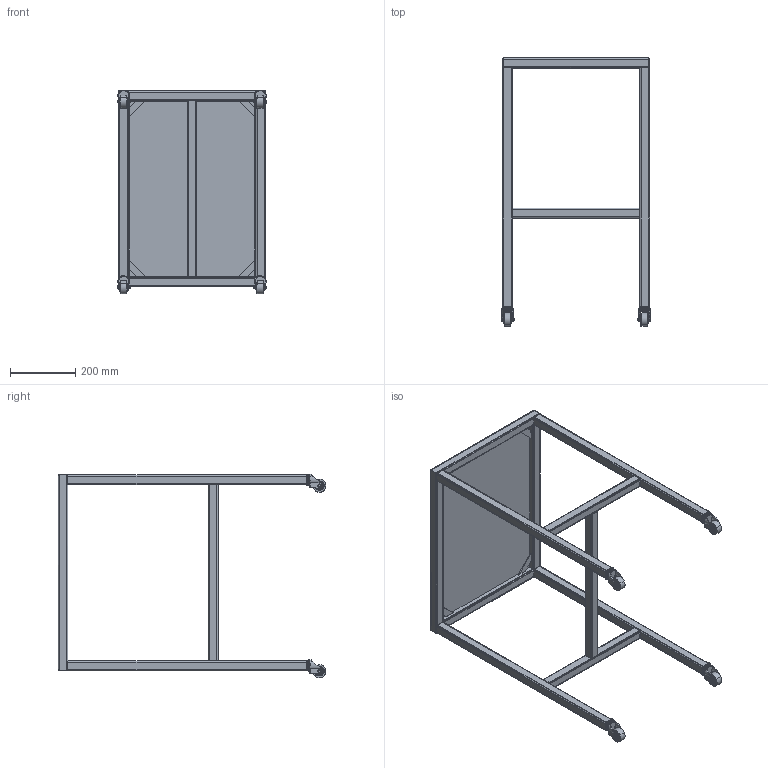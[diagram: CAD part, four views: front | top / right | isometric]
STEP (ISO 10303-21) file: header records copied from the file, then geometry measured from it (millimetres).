
FILE_DESCRIPTION (( 'STEP AP203' ), '1' );
FILE_NAME ('Mobile tool station.STEP', '2019-12-26T21:26:34', ( '' ), ( '' ), 'SwSTEP 2.0', 'SolidWorks 2016', '' );
FILE_SCHEMA (( 'CONFIG_CONTROL_DESIGN' ));
Length unit declared in the file: millimetre
Products named in the file (1): Mobile tool station
Bounding box: 456.99 x 819.96 x 623.76 mm (x, y, z)
Volume: 4602758.3 mm3; surface area: 1914879.1 mm2
Topology: 76 solids, 76 shells, 880 faces, 2008 edges, 1288 vertices
Faces by surface type: plane 412, cylinder 372, cone 96
Entity records: 25707 total; most frequent: CARTESIAN_POINT 5661, DIRECTION 4226, ORIENTED_EDGE 4016, EDGE_CURVE 2008, AXIS2_PLACEMENT_3D 1629, VERTEX_POINT 1288, EDGE_LOOP 1006, LINE 968
